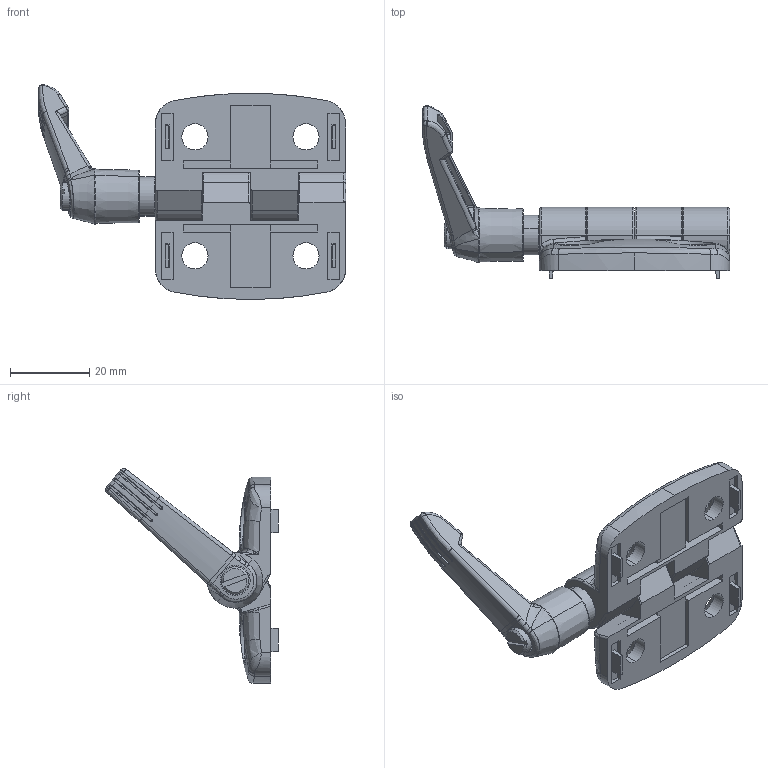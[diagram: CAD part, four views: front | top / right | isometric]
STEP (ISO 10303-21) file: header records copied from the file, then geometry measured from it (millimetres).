
FILE_DESCRIPTION (( 'STEP AP203' ), '1' );
FILE_NAME ('151079.step', '2021-06-03T16:15:30', ( '' ), ( '' ), 'SwSTEP 2.0', 'SolidWorks 2021', '' );
FILE_SCHEMA (( 'CONFIG_CONTROL_DESIGN' ));
Length unit declared in the file: millimetre
Products named in the file (1): 151079
Bounding box: 77.49 x 43.62 x 54.2 mm (x, y, z)
Volume: 21451.4 mm3; surface area: 14506.3 mm2
Topology: 5 solids, 5 shells, 466 faces, 1136 edges, 680 vertices
Faces by surface type: bspline 140, plane 128, cylinder 91, torus 50, cone 39, sphere 18
Entity records: 18579 total; most frequent: CARTESIAN_POINT 8751, ORIENTED_EDGE 2240, DIRECTION 1749, EDGE_CURVE 1120, AXIS2_PLACEMENT_3D 693, VERTEX_POINT 678, EDGE_LOOP 498, FACE_OUTER_BOUND 466
